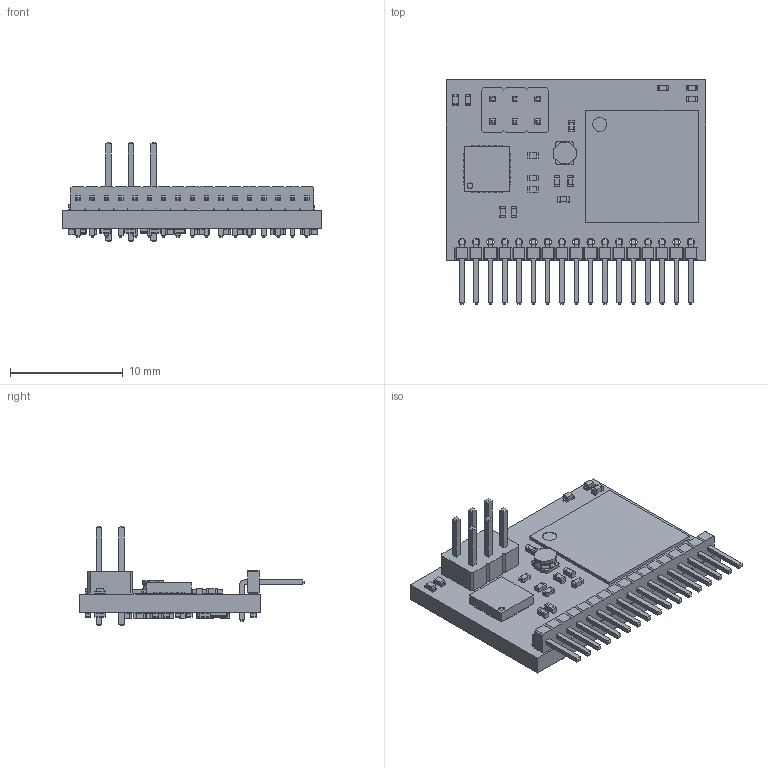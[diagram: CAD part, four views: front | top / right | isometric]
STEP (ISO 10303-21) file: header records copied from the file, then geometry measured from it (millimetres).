
FILE_DESCRIPTION(('KiCad electronic assembly'),'2;1');
FILE_NAME('tty2eth-slim.step','2024-07-04T17:07:35',('Pcbnew'),('Kicad') ,'Open CASCADE STEP processor 7.7','KiCad to STEP converter','Unknown' );
FILE_SCHEMA(('AUTOMOTIVE_DESIGN { 1 0 10303 214 1 1 1 1 }'));
Length unit declared in the file: millimetre
Products named in the file (22): tty2eth-slim 1; C_0402_1005Metric; R_0402_1005Metric; LED_0402_1005Metric; L_DND2020MK; L_DND2020MK004; STM32H735IGK6; ASSEMBLY; PinHeader_2x03_P2.00mm_Vertical; PinHeader_2x03_P200mm_Vertical; LAN8720A-CP-TR-ABC; PinHeader_1x17_P1.27mm_Horizontal; PinHeader_1x17_P127mm_Horizontal; ASCO; L_0402_1005Metric; tty2eth-slim_PCB
Assembly tree (73 placements, depth 3):
  tty2eth-slim 1
    C_0402_1005Metric  x29
      C_0402_1005Metric
    R_0402_1005Metric  x21
      R_0402_1005Metric
    LED_0402_1005Metric  x4
      LED_0402_1005Metric
    L_DND2020MK
      L_DND2020MK004
    STM32H735IGK6
      ASSEMBLY
    PinHeader_2x03_P2.00mm_Vertical
      PinHeader_2x03_P200mm_Vertical
    LAN8720A-CP-TR-ABC
      ASSEMBLY
    PinHeader_1x17_P1.27mm_Horizontal
      PinHeader_1x17_P127mm_Horizontal
    ASCO
      ASCO
    L_0402_1005Metric  x2
      L_0402_1005Metric
    tty2eth-slim_PCB
Bounding box: 23 x 19.9 x 8.8 mm (x, y, z)
Volume: 762.9 mm3; surface area: 1941.2 mm2
Topology: 291 solids, 291 shells, 2784 faces, 7138 edges, 4659 vertices
Faces by surface type: plane 1840, cylinder 687, sphere 201, bspline 48, torus 8
Full cylindrical faces by diameter (mm): 0.3 x9, 0.5 x1, 0.65 x17, 0.8 x6, 1.25 x1
Entity records: 44940 total; most frequent: CARTESIAN_POINT 8756, DIRECTION 5534, ORIENTED_EDGE 5376, EDGE_CURVE 2688, LINE 2258, VECTOR 2258, VERTEX_POINT 1928, AXIS2_PLACEMENT_3D 1638
